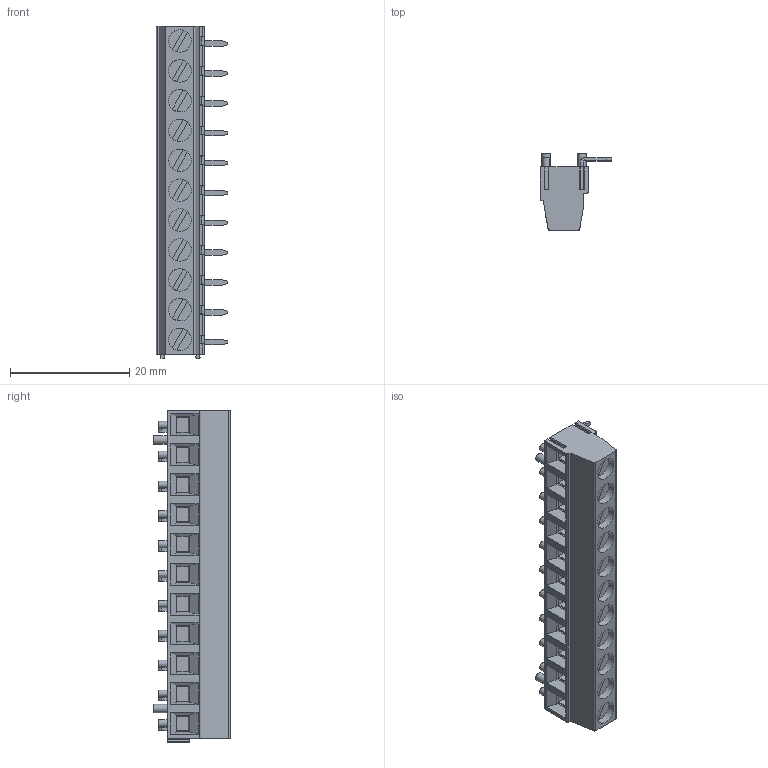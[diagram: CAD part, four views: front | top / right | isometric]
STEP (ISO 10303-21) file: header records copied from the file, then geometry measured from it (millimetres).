
FILE_DESCRIPTION( ( 'STEP AP214' ), '1' );
FILE_NAME( 'MV1511-5-H-SMD.stp', ' ', ( ' ' ), ( ' ' ), 'PSStep 14.0', 'VISI 19.0', ' ' );
FILE_SCHEMA( ( 'AUTOMOTIVE_DESIGN { 1 0 10303 214 1 1 1 1 }' ) );
Length unit declared in the file: millimetre
Products named in the file (1): 1
Bounding box: 12.05 x 12.9 x 55.6 mm (x, y, z)
Volume: 3483.1 mm3; surface area: 3385.9 mm2
Topology: 1 solids, 1 shells, 561 faces, 1552 edges, 1041 vertices
Faces by surface type: plane 493, cylinder 68
Full cylindrical faces by diameter (mm): 1.2 x11, 1.4 x4, 3.8 x11
Entity records: 21870 total; most frequent: CARTESIAN_POINT 3165, ORIENTED_EDGE 3000, DIRECTION 2749, EDGE_CURVE 1500, LINE 1331, VECTOR 1331, VERTEX_POINT 1015, AXIS2_PLACEMENT_3D 709
